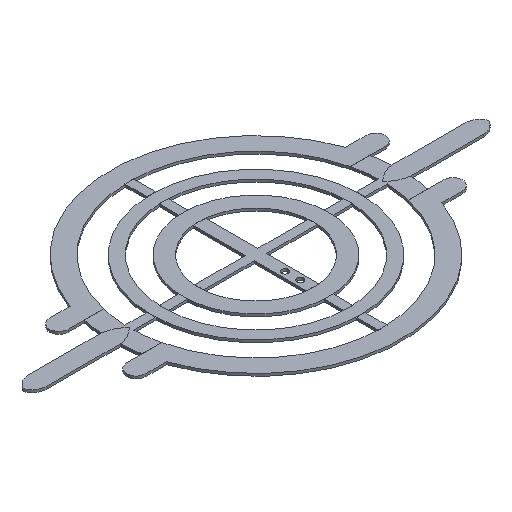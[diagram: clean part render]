
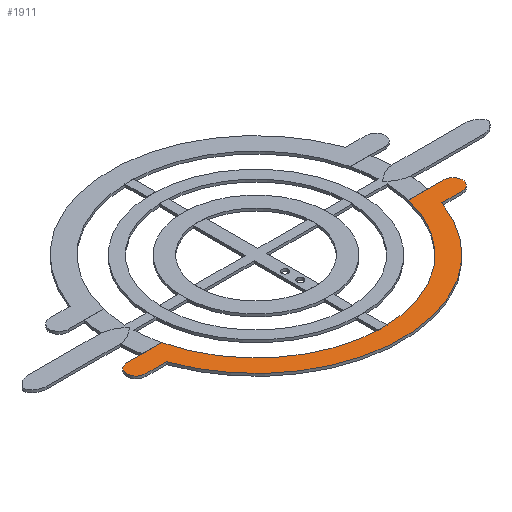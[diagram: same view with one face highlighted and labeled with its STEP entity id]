
A CAD part, isometric view. The second image highlights one B-rep face of the part: STEP entity #1911.
In plain terms, the highlighted planar face has unit normal (0, 0, 1).
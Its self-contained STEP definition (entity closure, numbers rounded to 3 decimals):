
#68=CIRCLE('',#2072,115.);
#70=CIRCLE('',#2076,7.5);
#72=CIRCLE('',#2080,100.);
#74=CIRCLE('',#2084,7.5);
#233=FACE_OUTER_BOUND('',#355,.T.);
#355=EDGE_LOOP('',(#1379,#1380,#1381,#1382,#1383,#1384,#1385,#1386));
#487=LINE('',#2983,#659);
#491=LINE('',#2995,#663);
#495=LINE('',#3007,#667);
#499=LINE('',#3019,#671);
#659=VECTOR('',#2361,10.);
#663=VECTOR('',#2373,10.);
#667=VECTOR('',#2385,10.);
#671=VECTOR('',#2397,10.);
#833=VERTEX_POINT('',#2980);
#834=VERTEX_POINT('',#2982);
#836=VERTEX_POINT('',#2988);
#838=VERTEX_POINT('',#2994);
#840=VERTEX_POINT('',#3000);
#842=VERTEX_POINT('',#3006);
#844=VERTEX_POINT('',#3012);
#846=VERTEX_POINT('',#3018);
#1031=EDGE_CURVE('',#834,#833,#487,.T.);
#1034=EDGE_CURVE('',#836,#834,#68,.T.);
#1037=EDGE_CURVE('',#838,#836,#491,.T.);
#1040=EDGE_CURVE('',#840,#838,#70,.T.);
#1043=EDGE_CURVE('',#842,#840,#495,.T.);
#1046=EDGE_CURVE('',#844,#842,#72,.T.);
#1049=EDGE_CURVE('',#846,#844,#499,.T.);
#1052=EDGE_CURVE('',#833,#846,#74,.T.);
#1379=ORIENTED_EDGE('',*,*,#1052,.T.);
#1380=ORIENTED_EDGE('',*,*,#1049,.T.);
#1381=ORIENTED_EDGE('',*,*,#1046,.T.);
#1382=ORIENTED_EDGE('',*,*,#1043,.T.);
#1383=ORIENTED_EDGE('',*,*,#1040,.T.);
#1384=ORIENTED_EDGE('',*,*,#1037,.T.);
#1385=ORIENTED_EDGE('',*,*,#1034,.T.);
#1386=ORIENTED_EDGE('',*,*,#1031,.T.);
#1829=PLANE('',#2085);
#1911=ADVANCED_FACE('',(#233),#1829,.T.);
#2072=AXIS2_PLACEMENT_3D('',#2989,#2367,#2368);
#2076=AXIS2_PLACEMENT_3D('',#3001,#2379,#2380);
#2080=AXIS2_PLACEMENT_3D('',#3013,#2391,#2392);
#2084=AXIS2_PLACEMENT_3D('',#3023,#2403,#2404);
#2085=AXIS2_PLACEMENT_3D('',#3024,#2405,#2406);
#2361=DIRECTION('',(1.,0.,0.));
#2367=DIRECTION('center_axis',(0.,0.,1.));
#2368=DIRECTION('ref_axis',(-0.944,-0.33,0.));
#2373=DIRECTION('',(1.,0.,0.));
#2379=DIRECTION('center_axis',(0.,0.,1.));
#2380=DIRECTION('ref_axis',(0.,1.,0.));
#2385=DIRECTION('',(-1.,0.,0.));
#2391=DIRECTION('center_axis',(0.,0.,-1.));
#2392=DIRECTION('ref_axis',(1.,0.,0.));
#2397=DIRECTION('',(-1.,0.,0.));
#2403=DIRECTION('center_axis',(0.,0.,1.));
#2404=DIRECTION('ref_axis',(0.,-1.,0.));
#2405=DIRECTION('center_axis',(0.,0.,1.));
#2406=DIRECTION('ref_axis',(1.,0.,0.));
#2980=CARTESIAN_POINT('',(125.,-38.,2.));
#2982=CARTESIAN_POINT('',(108.54,-38.,2.));
#2983=CARTESIAN_POINT('',(125.,-38.,2.));
#2988=CARTESIAN_POINT('',(-108.54,-38.,2.));
#2989=CARTESIAN_POINT('Origin',(0.,0.,2.));
#2994=CARTESIAN_POINT('',(-125.,-38.,2.));
#2995=CARTESIAN_POINT('',(-125.,-38.,2.));
#3000=CARTESIAN_POINT('',(-125.,-23.,2.));
#3001=CARTESIAN_POINT('Origin',(-125.,-30.5,2.));
#3006=CARTESIAN_POINT('',(-97.319,-23.,2.));
#3007=CARTESIAN_POINT('',(-112.677,-23.,2.));
#3012=CARTESIAN_POINT('',(97.319,-23.,2.));
#3013=CARTESIAN_POINT('Origin',(0.,0.,2.));
#3018=CARTESIAN_POINT('',(125.,-23.,2.));
#3019=CARTESIAN_POINT('',(125.,-23.,2.));
#3023=CARTESIAN_POINT('Origin',(125.,-30.5,2.));
#3024=CARTESIAN_POINT('Origin',(0.,-69.,2.));
